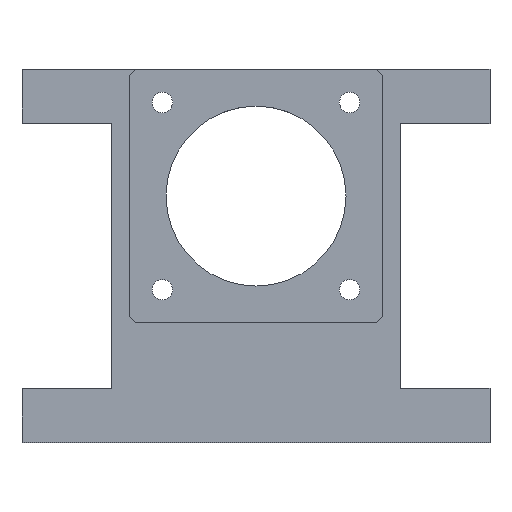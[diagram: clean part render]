
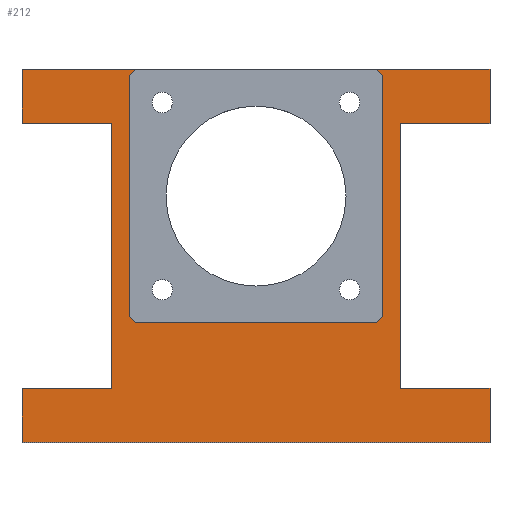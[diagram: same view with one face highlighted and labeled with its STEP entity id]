
A CAD part, top view. The second image highlights one B-rep face of the part: STEP entity #212.
In plain terms, the highlighted planar face has unit normal (0, 0, 1).
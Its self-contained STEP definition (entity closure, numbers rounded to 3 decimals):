
#212=ADVANCED_FACE('',(#370),#300,.T.);
#300=PLANE('',#1853);
#370=FACE_OUTER_BOUND('',#454,.T.);
#454=EDGE_LOOP('',(#788,#789,#790,#791,#792,#793,#794,#795,#796,#797,#798,
#799,#800,#801,#802,#803,#804,#805,#806,#807));
#788=ORIENTED_EDGE('',*,*,#1311,.T.);
#789=ORIENTED_EDGE('',*,*,#1144,.T.);
#790=ORIENTED_EDGE('',*,*,#1312,.T.);
#791=ORIENTED_EDGE('',*,*,#1152,.T.);
#792=ORIENTED_EDGE('',*,*,#1313,.T.);
#793=ORIENTED_EDGE('',*,*,#1314,.T.);
#794=ORIENTED_EDGE('',*,*,#1315,.T.);
#795=ORIENTED_EDGE('',*,*,#1316,.T.);
#796=ORIENTED_EDGE('',*,*,#1317,.T.);
#797=ORIENTED_EDGE('',*,*,#1318,.T.);
#798=ORIENTED_EDGE('',*,*,#1319,.T.);
#799=ORIENTED_EDGE('',*,*,#1320,.T.);
#800=ORIENTED_EDGE('',*,*,#1321,.T.);
#801=ORIENTED_EDGE('',*,*,#1322,.T.);
#802=ORIENTED_EDGE('',*,*,#1323,.T.);
#803=ORIENTED_EDGE('',*,*,#1324,.T.);
#804=ORIENTED_EDGE('',*,*,#1325,.T.);
#805=ORIENTED_EDGE('',*,*,#1148,.T.);
#806=ORIENTED_EDGE('',*,*,#1326,.T.);
#807=ORIENTED_EDGE('',*,*,#1140,.T.);
#978=VERTEX_POINT('',#2338);
#979=VERTEX_POINT('',#2339);
#982=VERTEX_POINT('',#2347);
#983=VERTEX_POINT('',#2348);
#986=VERTEX_POINT('',#2356);
#987=VERTEX_POINT('',#2357);
#990=VERTEX_POINT('',#2365);
#991=VERTEX_POINT('',#2366);
#1101=VERTEX_POINT('',#2697);
#1102=VERTEX_POINT('',#2699);
#1103=VERTEX_POINT('',#2701);
#1104=VERTEX_POINT('',#2703);
#1105=VERTEX_POINT('',#2705);
#1106=VERTEX_POINT('',#2707);
#1107=VERTEX_POINT('',#2709);
#1108=VERTEX_POINT('',#2711);
#1109=VERTEX_POINT('',#2713);
#1110=VERTEX_POINT('',#2715);
#1111=VERTEX_POINT('',#2717);
#1112=VERTEX_POINT('',#2719);
#1140=EDGE_CURVE('',#978,#979,#1370,.T.);
#1144=EDGE_CURVE('',#982,#983,#1374,.T.);
#1148=EDGE_CURVE('',#986,#987,#1378,.T.);
#1152=EDGE_CURVE('',#990,#991,#1382,.T.);
#1311=EDGE_CURVE('',#979,#982,#1530,.T.);
#1312=EDGE_CURVE('',#983,#990,#1531,.T.);
#1313=EDGE_CURVE('',#991,#1101,#1532,.T.);
#1314=EDGE_CURVE('',#1101,#1102,#1533,.T.);
#1315=EDGE_CURVE('',#1102,#1103,#1534,.T.);
#1316=EDGE_CURVE('',#1103,#1104,#1535,.T.);
#1317=EDGE_CURVE('',#1104,#1105,#1536,.T.);
#1318=EDGE_CURVE('',#1105,#1106,#1537,.T.);
#1319=EDGE_CURVE('',#1106,#1107,#1538,.T.);
#1320=EDGE_CURVE('',#1107,#1108,#1539,.T.);
#1321=EDGE_CURVE('',#1108,#1109,#1540,.T.);
#1322=EDGE_CURVE('',#1109,#1110,#1541,.T.);
#1323=EDGE_CURVE('',#1110,#1111,#1542,.T.);
#1324=EDGE_CURVE('',#1111,#1112,#1543,.T.);
#1325=EDGE_CURVE('',#1112,#986,#1544,.T.);
#1326=EDGE_CURVE('',#987,#978,#1545,.T.);
#1370=LINE('',#2337,#1574);
#1374=LINE('',#2346,#1578);
#1378=LINE('',#2355,#1582);
#1382=LINE('',#2364,#1586);
#1530=LINE('',#2694,#1734);
#1531=LINE('',#2695,#1735);
#1532=LINE('',#2696,#1736);
#1533=LINE('',#2698,#1737);
#1534=LINE('',#2700,#1738);
#1535=LINE('',#2702,#1739);
#1536=LINE('',#2704,#1740);
#1537=LINE('',#2706,#1741);
#1538=LINE('',#2708,#1742);
#1539=LINE('',#2710,#1743);
#1540=LINE('',#2712,#1744);
#1541=LINE('',#2714,#1745);
#1542=LINE('',#2716,#1746);
#1543=LINE('',#2718,#1747);
#1544=LINE('',#2720,#1748);
#1545=LINE('',#2721,#1749);
#1574=VECTOR('',#1898,1.);
#1578=VECTOR('',#1904,1.);
#1582=VECTOR('',#1910,1.);
#1586=VECTOR('',#1916,1.);
#1734=VECTOR('',#2206,1.);
#1735=VECTOR('',#2207,1.);
#1736=VECTOR('',#2208,1.);
#1737=VECTOR('',#2209,1.);
#1738=VECTOR('',#2210,1.);
#1739=VECTOR('',#2211,1.);
#1740=VECTOR('',#2212,1.);
#1741=VECTOR('',#2213,1.);
#1742=VECTOR('',#2214,1.);
#1743=VECTOR('',#2215,1.);
#1744=VECTOR('',#2216,1.);
#1745=VECTOR('',#2217,1.);
#1746=VECTOR('',#2218,1.);
#1747=VECTOR('',#2219,1.);
#1748=VECTOR('',#2220,1.);
#1749=VECTOR('',#2221,1.);
#1853=AXIS2_PLACEMENT_3D('',#2722,#2222,#2223);
#1898=DIRECTION('',(-0.707,-0.707,0.));
#1904=DIRECTION('',(-0.707,0.707,0.));
#1910=DIRECTION('',(0.707,-0.707,0.));
#1916=DIRECTION('',(0.707,0.707,0.));
#2206=DIRECTION('',(-1.,0.,0.));
#2207=DIRECTION('',(0.,1.,0.));
#2208=DIRECTION('',(-1.,0.,0.));
#2209=DIRECTION('',(0.,-1.,0.));
#2210=DIRECTION('',(1.,0.,0.));
#2211=DIRECTION('',(0.,-1.,0.));
#2212=DIRECTION('',(-1.,0.,0.));
#2213=DIRECTION('',(0.,-1.,0.));
#2214=DIRECTION('',(1.,0.,0.));
#2215=DIRECTION('',(0.,1.,0.));
#2216=DIRECTION('',(-1.,0.,0.));
#2217=DIRECTION('',(0.,1.,0.));
#2218=DIRECTION('',(1.,0.,0.));
#2219=DIRECTION('',(0.,1.,0.));
#2220=DIRECTION('',(-1.,0.,0.));
#2221=DIRECTION('',(0.,-1.,0.));
#2222=DIRECTION('',(0.,0.,1.));
#2223=DIRECTION('',(1.,0.,0.));
#2337=CARTESIAN_POINT('',(20.1,-21.1,22.));
#2338=CARTESIAN_POINT('',(21.1,-20.1,22.));
#2339=CARTESIAN_POINT('',(20.1,-21.1,22.));
#2346=CARTESIAN_POINT('',(-21.1,-20.1,22.));
#2347=CARTESIAN_POINT('',(-20.1,-21.1,22.));
#2348=CARTESIAN_POINT('',(-21.1,-20.1,22.));
#2355=CARTESIAN_POINT('',(21.1,20.1,22.));
#2356=CARTESIAN_POINT('',(20.1,21.1,22.));
#2357=CARTESIAN_POINT('',(21.1,20.1,22.));
#2364=CARTESIAN_POINT('',(-20.1,21.1,22.));
#2365=CARTESIAN_POINT('',(-21.1,20.1,22.));
#2366=CARTESIAN_POINT('',(-20.1,21.1,22.));
#2694=CARTESIAN_POINT('',(21.1,-21.1,22.));
#2695=CARTESIAN_POINT('',(-21.1,-21.1,22.));
#2696=CARTESIAN_POINT('',(-21.1,21.1,22.));
#2697=CARTESIAN_POINT('',(-39.,21.1,22.));
#2698=CARTESIAN_POINT('',(-39.,26.1,22.));
#2699=CARTESIAN_POINT('',(-39.,12.1,22.));
#2700=CARTESIAN_POINT('',(-33.,12.1,22.));
#2701=CARTESIAN_POINT('',(-24.1,12.1,22.));
#2702=CARTESIAN_POINT('',(-24.1,21.1,22.));
#2703=CARTESIAN_POINT('',(-24.1,-32.1,22.));
#2704=CARTESIAN_POINT('',(-24.1,-32.1,22.));
#2705=CARTESIAN_POINT('',(-39.,-32.1,22.));
#2706=CARTESIAN_POINT('',(-39.,-21.1,22.));
#2707=CARTESIAN_POINT('',(-39.,-41.1,22.));
#2708=CARTESIAN_POINT('',(-33.,-41.1,22.));
#2709=CARTESIAN_POINT('',(39.,-41.1,22.));
#2710=CARTESIAN_POINT('',(39.,-26.1,22.));
#2711=CARTESIAN_POINT('',(39.,-32.1,22.));
#2712=CARTESIAN_POINT('',(33.,-32.1,22.));
#2713=CARTESIAN_POINT('',(24.1,-32.1,22.));
#2714=CARTESIAN_POINT('',(24.1,-21.1,22.));
#2715=CARTESIAN_POINT('',(24.1,12.1,22.));
#2716=CARTESIAN_POINT('',(24.1,12.1,22.));
#2717=CARTESIAN_POINT('',(39.,12.1,22.));
#2718=CARTESIAN_POINT('',(39.,21.1,22.));
#2719=CARTESIAN_POINT('',(39.,21.1,22.));
#2720=CARTESIAN_POINT('',(-21.1,21.1,22.));
#2721=CARTESIAN_POINT('',(21.1,21.1,22.));
#2722=CARTESIAN_POINT('',(0.,0.,22.));
